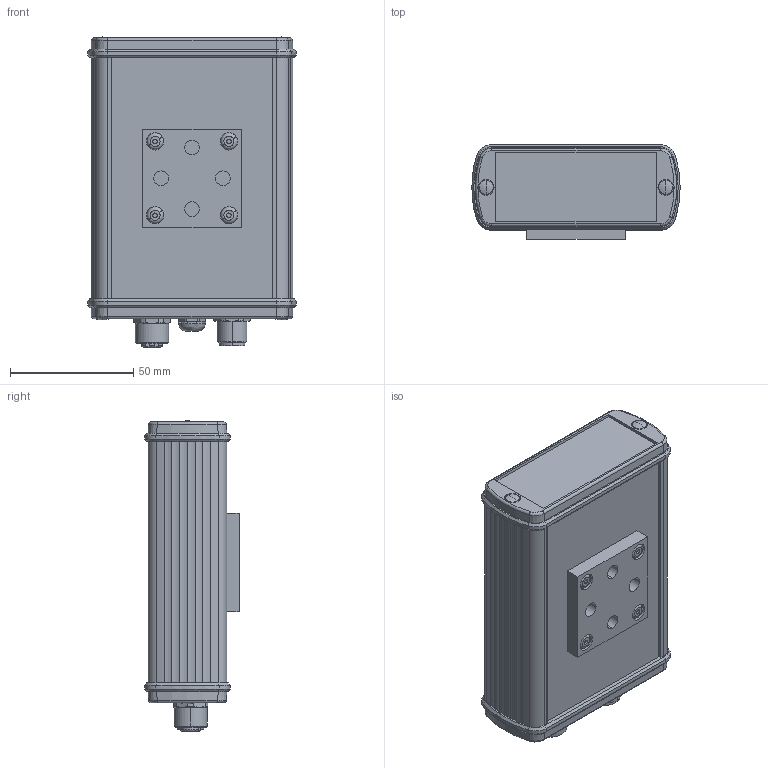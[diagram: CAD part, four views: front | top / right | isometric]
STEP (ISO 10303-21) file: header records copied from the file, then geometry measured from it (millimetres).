
FILE_DESCRIPTION((''),'2;1');
FILE_NAME('CAD-8055A_ASM','2022-02-11T08:48:02',('creinig-se'),(''),'CREO PARAMETRIC BY PTC INC, 2019292','CREO PARAMETRIC BY PTC INC, 2019292','');
FILE_SCHEMA(('CONFIG_CONTROL_DESIGN','SHAPE_APPEARANCE_LAYERS_GROUPS'));
Length unit declared in the file: millimetre
Products named in the file (3): CAD-8055A_SW0001_TEILW; CAD-8055_52041060_DAE-M6-7035; CAD-8055A_ASM
Assembly tree (2 placements, depth 2):
  CAD-8055A_ASM
    CAD-8055A_SW0001_TEILW
    CAD-8055_52041060_DAE-M6-7035
Bounding box: 84.6 x 38.3 x 126.1 mm (x, y, z)
Volume: 282295.8 mm3; surface area: 42889.6 mm2
Topology: 2 solids, 5 shells, 1084 faces, 2816 edges, 1766 vertices
Faces by surface type: plane 473, cylinder 336, cone 115, torus 64, bspline 37, sphere 33, extrusion 26
Entity records: 49911 total; most frequent: CARTESIAN_POINT 12280, ORIENTED_EDGE 5553, DIRECTION 5501, PRESENTATION_STYLE_ASSIGNMENT 3107, STYLED_ITEM 2811, CURVE_STYLE 2808, EDGE_CURVE 2782, AXIS2_PLACEMENT_3D 2040
